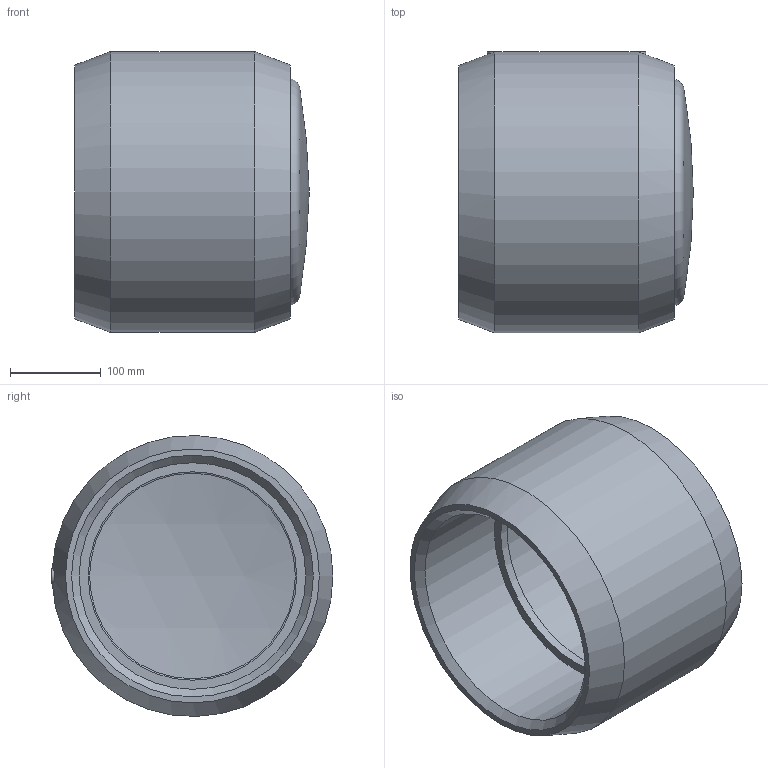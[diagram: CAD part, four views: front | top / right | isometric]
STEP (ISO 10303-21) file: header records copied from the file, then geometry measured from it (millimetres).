
FILE_DESCRIPTION(/* description */ ('PE100 Electro-Fusion End Cap, Ø250, SDR26,SDR17/SDR11'),/* implementation_level */ '2;1');
FILE_NAME(/* name */ 'CELE-RC-250', /* time_stamp */ '2021-10-26T16:00:09+02:00',/* author */ ('COAB Solutions'),/* organization */ ('GPA Flowsystem'),/* preprocessor_version */ '',/* originating_system */ 'www.coabsolutions.com',/* authorisation */ '');
FILE_SCHEMA (('AUTOMOTIVE_DESIGN { 1 0 10303 214 3 1 1 }'));
Length unit declared in the file: millimetre
Products named in the file (1): CELE-RC-250
Bounding box: 258.67 x 311 x 309.9 mm (x, y, z)
Volume: 6755211.5 mm3; surface area: 551621.8 mm2
Topology: 1 solids, 1 shells, 39 faces, 69 edges, 40 vertices
Faces by surface type: cylinder 17, cone 10, plane 8, torus 2, sphere 2
Full cylindrical faces by diameter (mm): 5 x2, 12 x2, 16 x2, 230 x1, 235 x1, 250 x2, 310 x1
Entity records: 1170 total; most frequent: CARTESIAN_POINT 379, DIRECTION 171, ORIENTED_EDGE 138, AXIS2_PLACEMENT_3D 78, EDGE_CURVE 69, EDGE_LOOP 47, VERTEX_POINT 40, FACE_OUTER_BOUND 39
